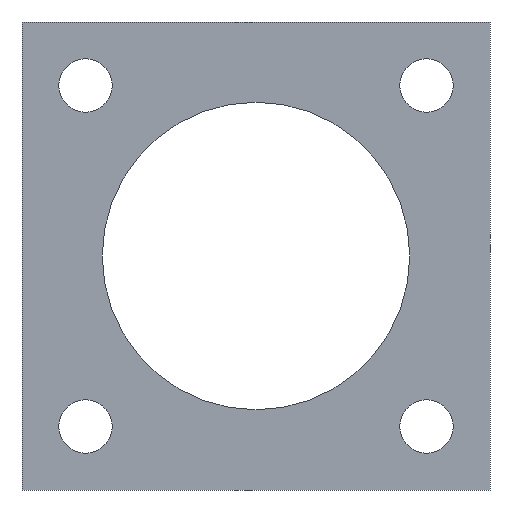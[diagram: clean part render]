
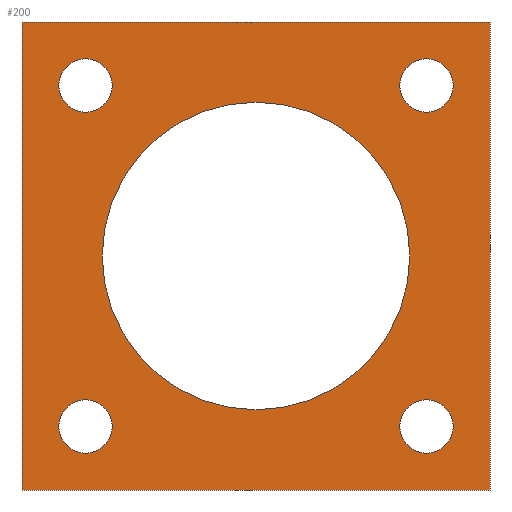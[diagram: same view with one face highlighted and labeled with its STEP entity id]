
A CAD part, front view. The second image highlights one B-rep face of the part: STEP entity #200.
In plain terms, the highlighted planar face has unit normal (0, -1, 0).
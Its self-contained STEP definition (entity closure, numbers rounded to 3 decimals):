
#4 = AXIS2_PLACEMENT_3D ( 'NONE', #563, #559, #558 ) ;
#12 = AXIS2_PLACEMENT_3D ( 'NONE', #489, #488, #487 ) ;
#16 = AXIS2_PLACEMENT_3D ( 'NONE', #289, #288, #287 ) ;
#18 = AXIS2_PLACEMENT_3D ( 'NONE', #293, #292, #291 ) ;
#19 = CIRCLE ( 'NONE', #12, 2. ) ;
#20 = AXIS2_PLACEMENT_3D ( 'NONE', #297, #296, #295 ) ;
#21 = CIRCLE ( 'NONE', #16, 2. ) ;
#22 = CIRCLE ( 'NONE', #18, 2. ) ;
#23 = CIRCLE ( 'NONE', #20, 2. ) ;
#24 = VECTOR ( 'NONE', #298, 1000. ) ;
#26 = VECTOR ( 'NONE', #303, 1000. ) ;
#27 = VECTOR ( 'NONE', #301, 1000. ) ;
#30 = AXIS2_PLACEMENT_3D ( 'NONE', #316, #315, #314 ) ;
#34 = CIRCLE ( 'NONE', #52, 2. ) ;
#50 = AXIS2_PLACEMENT_3D ( 'NONE', #321, #320, #319 ) ;
#51 = VECTOR ( 'NONE', #312, 1000. ) ;
#52 = AXIS2_PLACEMENT_3D ( 'NONE', #324, #323, #322 ) ;
#53 = CIRCLE ( 'NONE', #30, 2. ) ;
#55 = CIRCLE ( 'NONE', #50, 11.5 ) ;
#58 = ORIENTED_EDGE ( 'NONE', *, *, #185, .F. ) ;
#68 = ORIENTED_EDGE ( 'NONE', *, *, #181, .F. ) ;
#92 = VERTEX_POINT ( 'NONE', #164 ) ;
#103 = ORIENTED_EDGE ( 'NONE', *, *, #592, .T. ) ;
#104 = ORIENTED_EDGE ( 'NONE', *, *, #178, .T. ) ;
#105 = ORIENTED_EDGE ( 'NONE', *, *, #603, .T. ) ;
#106 = ORIENTED_EDGE ( 'NONE', *, *, #179, .T. ) ;
#107 = VERTEX_POINT ( 'NONE', #434 ) ;
#108 = VERTEX_POINT ( 'NONE', #165 ) ;
#109 = VERTEX_POINT ( 'NONE', #431 ) ;
#114 = VERTEX_POINT ( 'NONE', #426 ) ;
#115 = VERTEX_POINT ( 'NONE', #425 ) ;
#117 = VERTEX_POINT ( 'NONE', #419 ) ;
#119 = VERTEX_POINT ( 'NONE', #439 ) ;
#126 = VERTEX_POINT ( 'NONE', #397 ) ;
#127 = VERTEX_POINT ( 'NONE', #391 ) ;
#131 = VERTEX_POINT ( 'NONE', #414 ) ;
#132 = VERTEX_POINT ( 'NONE', #360 ) ;
#133 = VERTEX_POINT ( 'NONE', #359 ) ;
#137 = EDGE_LOOP ( 'NONE', ( #68, #445, #58, #448 ) ) ;
#138 = VERTEX_POINT ( 'NONE', #356 ) ;
#141 = EDGE_LOOP ( 'NONE', ( #452, #454 ) ) ;
#142 = EDGE_LOOP ( 'NONE', ( #103, #104 ) ) ;
#143 = EDGE_LOOP ( 'NONE', ( #455, #459 ) ) ;
#146 = EDGE_LOOP ( 'NONE', ( #462, #464 ) ) ;
#157 = EDGE_LOOP ( 'NONE', ( #105, #106 ) ) ;
#164 = CARTESIAN_POINT ( 'NONE',  ( 29.433, 28.653, 28.877 ) ) ;
#165 = CARTESIAN_POINT ( 'NONE',  ( 59.683, 28.653, 22.127 ) ) ;
#178 = EDGE_CURVE ( 'NONE', #127, #107, #34, .T. ) ;
#179 = EDGE_CURVE ( 'NONE', #115, #109, #55, .T. ) ;
#180 = EDGE_CURVE ( 'NONE', #119, #114, #53, .T. ) ;
#181 = EDGE_CURVE ( 'NONE', #133, #131, #317, .T. ) ;
#184 = EDGE_CURVE ( 'NONE', #92, #133, #310, .T. ) ;
#185 = EDGE_CURVE ( 'NONE', #138, #92, #307, .T. ) ;
#186 = EDGE_CURVE ( 'NONE', #131, #138, #308, .T. ) ;
#187 = EDGE_CURVE ( 'NONE', #132, #126, #23, .T. ) ;
#188 = EDGE_CURVE ( 'NONE', #117, #108, #22, .T. ) ;
#189 = EDGE_CURVE ( 'NONE', #114, #119, #21, .T. ) ;
#200 = ADVANCED_FACE ( 'NONE', ( #567, #245, #564, #562, #568, #566 ), #560, .T. ) ;
#216 = AXIS2_PLACEMENT_3D ( 'NONE', #422, #421, #420 ) ;
#217 = CIRCLE ( 'NONE', #216, 2. ) ;
#221 = AXIS2_PLACEMENT_3D ( 'NONE', #438, #437, #436 ) ;
#224 = CIRCLE ( 'NONE', #221, 11.5 ) ;
#229 = AXIS2_PLACEMENT_3D ( 'NONE', #458, #457, #456 ) ;
#231 = CIRCLE ( 'NONE', #229, 2. ) ;
#245 = FACE_BOUND ( 'NONE', #157, .T. ) ;
#287 = DIRECTION ( 'NONE',  ( 0., 0., 1. ) ) ;
#288 = DIRECTION ( 'NONE',  ( 0., 1., 0. ) ) ;
#289 = CARTESIAN_POINT ( 'NONE',  ( 34.183, 28.653, -1.373 ) ) ;
#291 = DIRECTION ( 'NONE',  ( 0., 0., 1. ) ) ;
#292 = DIRECTION ( 'NONE',  ( 0., 1., 0. ) ) ;
#293 = CARTESIAN_POINT ( 'NONE',  ( 59.683, 28.653, 24.127 ) ) ;
#295 = DIRECTION ( 'NONE',  ( 0., 0., 1. ) ) ;
#296 = DIRECTION ( 'NONE',  ( 0., 1., 0. ) ) ;
#297 = CARTESIAN_POINT ( 'NONE',  ( 59.683, 28.653, -1.373 ) ) ;
#298 = DIRECTION ( 'NONE',  ( -1., 0., 0. ) ) ;
#300 = CARTESIAN_POINT ( 'NONE',  ( 29.433, 28.653, -6.123 ) ) ;
#301 = DIRECTION ( 'NONE',  ( 0., 0., 1. ) ) ;
#302 = CARTESIAN_POINT ( 'NONE',  ( 29.433, 28.653, 28.877 ) ) ;
#303 = DIRECTION ( 'NONE',  ( 1., 0., 0. ) ) ;
#307 = LINE ( 'NONE', #302, #27 ) ;
#308 = LINE ( 'NONE', #300, #24 ) ;
#310 = LINE ( 'NONE', #313, #26 ) ;
#312 = DIRECTION ( 'NONE',  ( 0., 0., -1. ) ) ;
#313 = CARTESIAN_POINT ( 'NONE',  ( 29.433, 28.653, 28.877 ) ) ;
#314 = DIRECTION ( 'NONE',  ( 0., 0., 1. ) ) ;
#315 = DIRECTION ( 'NONE',  ( 0., 1., 0. ) ) ;
#316 = CARTESIAN_POINT ( 'NONE',  ( 34.183, 28.653, -1.373 ) ) ;
#317 = LINE ( 'NONE', #335, #51 ) ;
#319 = DIRECTION ( 'NONE',  ( 0., 0., 1. ) ) ;
#320 = DIRECTION ( 'NONE',  ( 0., 1., 0. ) ) ;
#321 = CARTESIAN_POINT ( 'NONE',  ( 46.933, 28.653, 11.377 ) ) ;
#322 = DIRECTION ( 'NONE',  ( 0., 0., 1. ) ) ;
#323 = DIRECTION ( 'NONE',  ( 0., 1., 0. ) ) ;
#324 = CARTESIAN_POINT ( 'NONE',  ( 34.183, 28.653, 24.127 ) ) ;
#335 = CARTESIAN_POINT ( 'NONE',  ( 64.433, 28.653, 28.877 ) ) ;
#356 = CARTESIAN_POINT ( 'NONE',  ( 29.433, 28.653, -6.123 ) ) ;
#359 = CARTESIAN_POINT ( 'NONE',  ( 64.433, 28.653, 28.877 ) ) ;
#360 = CARTESIAN_POINT ( 'NONE',  ( 59.683, 28.653, 0.627 ) ) ;
#391 = CARTESIAN_POINT ( 'NONE',  ( 34.183, 28.653, 26.127 ) ) ;
#397 = CARTESIAN_POINT ( 'NONE',  ( 59.683, 28.653, -3.373 ) ) ;
#414 = CARTESIAN_POINT ( 'NONE',  ( 64.433, 28.653, -6.123 ) ) ;
#419 = CARTESIAN_POINT ( 'NONE',  ( 59.683, 28.653, 26.127 ) ) ;
#420 = DIRECTION ( 'NONE',  ( 0., 0., 1. ) ) ;
#421 = DIRECTION ( 'NONE',  ( 0., 1., 0. ) ) ;
#422 = CARTESIAN_POINT ( 'NONE',  ( 59.683, 28.653, -1.373 ) ) ;
#425 = CARTESIAN_POINT ( 'NONE',  ( 46.933, 28.653, 22.877 ) ) ;
#426 = CARTESIAN_POINT ( 'NONE',  ( 34.183, 28.653, 0.627 ) ) ;
#431 = CARTESIAN_POINT ( 'NONE',  ( 46.933, 28.653, -0.123 ) ) ;
#434 = CARTESIAN_POINT ( 'NONE',  ( 34.183, 28.653, 22.127 ) ) ;
#436 = DIRECTION ( 'NONE',  ( 0., 0., 1. ) ) ;
#437 = DIRECTION ( 'NONE',  ( 0., 1., 0. ) ) ;
#438 = CARTESIAN_POINT ( 'NONE',  ( 46.933, 28.653, 11.377 ) ) ;
#439 = CARTESIAN_POINT ( 'NONE',  ( 34.183, 28.653, -3.373 ) ) ;
#445 = ORIENTED_EDGE ( 'NONE', *, *, #184, .F. ) ;
#448 = ORIENTED_EDGE ( 'NONE', *, *, #186, .F. ) ;
#452 = ORIENTED_EDGE ( 'NONE', *, *, #607, .T. ) ;
#454 = ORIENTED_EDGE ( 'NONE', *, *, #187, .T. ) ;
#455 = ORIENTED_EDGE ( 'NONE', *, *, #599, .T. ) ;
#456 = DIRECTION ( 'NONE',  ( 0., 0., 1. ) ) ;
#457 = DIRECTION ( 'NONE',  ( 0., 1., 0. ) ) ;
#458 = CARTESIAN_POINT ( 'NONE',  ( 59.683, 28.653, 24.127 ) ) ;
#459 = ORIENTED_EDGE ( 'NONE', *, *, #188, .T. ) ;
#462 = ORIENTED_EDGE ( 'NONE', *, *, #180, .T. ) ;
#464 = ORIENTED_EDGE ( 'NONE', *, *, #189, .T. ) ;
#487 = DIRECTION ( 'NONE',  ( 0., 0., 1. ) ) ;
#488 = DIRECTION ( 'NONE',  ( 0., 1., 0. ) ) ;
#489 = CARTESIAN_POINT ( 'NONE',  ( 34.183, 28.653, 24.127 ) ) ;
#558 = DIRECTION ( 'NONE',  ( 0., 0., -1. ) ) ;
#559 = DIRECTION ( 'NONE',  ( 0., -1., 0. ) ) ;
#560 = PLANE ( 'NONE',  #4 ) ;
#562 = FACE_BOUND ( 'NONE', #141, .T. ) ;
#563 = CARTESIAN_POINT ( 'NONE',  ( 64.433, 28.653, -6.123 ) ) ;
#564 = FACE_OUTER_BOUND ( 'NONE', #137, .T. ) ;
#566 = FACE_BOUND ( 'NONE', #146, .T. ) ;
#567 = FACE_BOUND ( 'NONE', #142, .T. ) ;
#568 = FACE_BOUND ( 'NONE', #143, .T. ) ;
#592 = EDGE_CURVE ( 'NONE', #107, #127, #19, .T. ) ;
#599 = EDGE_CURVE ( 'NONE', #108, #117, #231, .T. ) ;
#603 = EDGE_CURVE ( 'NONE', #109, #115, #224, .T. ) ;
#607 = EDGE_CURVE ( 'NONE', #126, #132, #217, .T. ) ;
